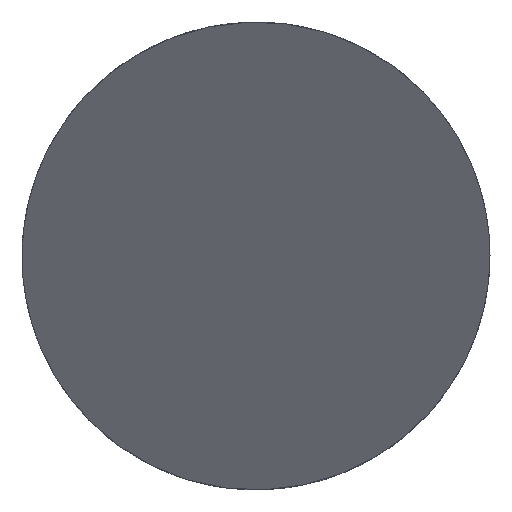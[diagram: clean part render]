
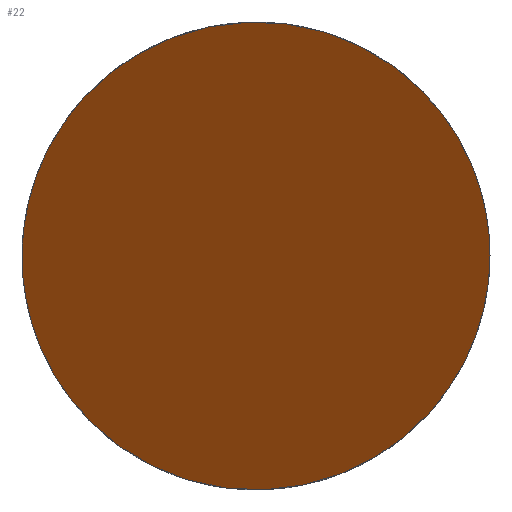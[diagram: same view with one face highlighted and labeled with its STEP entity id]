
A CAD part, top view. The second image highlights one B-rep face of the part: STEP entity #22.
In plain terms, the highlighted planar face has unit normal (-0.707, 0, 0.707).
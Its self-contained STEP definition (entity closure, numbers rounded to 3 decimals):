
#1 = VERTEX_POINT ( 'NONE', #118 ) ;
#5 = CARTESIAN_POINT ( 'NONE',  ( -25., 0., 7.367 ) ) ;
#7 = CARTESIAN_POINT ( 'NONE',  ( -38.238, -30.5, -5.871 ) ) ;
#12 = AXIS2_PLACEMENT_3D ( 'NONE', #7, #104, #18 ) ;
#14 = EDGE_CURVE ( 'NONE', #1, #101, #34, .T. ) ;
#18 = DIRECTION ( 'NONE',  ( -0.707, 0., -0.707 ) ) ;
#22 = ADVANCED_FACE ( 'NONE', ( #107 ), #135, .F. ) ;
#29 = EDGE_CURVE ( 'NONE', #101, #1, #92, .T. ) ;
#34 =( BOUNDED_CURVE ( )  B_SPLINE_CURVE ( 3, ( #144, #46, #76, #132 ),
 .UNSPECIFIED., .F., .F. ) 
 B_SPLINE_CURVE_WITH_KNOTS ( ( 4, 4 ),
 ( 0., 3.142 ),
 .UNSPECIFIED. ) 
 CURVE ( )  GEOMETRIC_REPRESENTATION_ITEM ( )  RATIONAL_B_SPLINE_CURVE ( ( 1., 0.333, 0.333, 1. ) ) 
 REPRESENTATION_ITEM ( '' )  );
#46 = CARTESIAN_POINT ( 'NONE',  ( -25., 50., 7.367 ) ) ;
#63 = ORIENTED_EDGE ( 'NONE', *, *, #29, .F. ) ;
#67 = CARTESIAN_POINT ( 'NONE',  ( 25., -50., 57.367 ) ) ;
#76 = CARTESIAN_POINT ( 'NONE',  ( 25., 50., 57.367 ) ) ;
#89 = CARTESIAN_POINT ( 'NONE',  ( -25., -50., 7.367 ) ) ;
#92 =( BOUNDED_CURVE ( )  B_SPLINE_CURVE ( 3, ( #154, #67, #89, #5 ),
 .UNSPECIFIED., .F., .F. ) 
 B_SPLINE_CURVE_WITH_KNOTS ( ( 4, 4 ),
 ( 3.142, 6.283 ),
 .UNSPECIFIED. ) 
 CURVE ( )  GEOMETRIC_REPRESENTATION_ITEM ( )  RATIONAL_B_SPLINE_CURVE ( ( 1., 0.333, 0.333, 1. ) ) 
 REPRESENTATION_ITEM ( '' )  );
#101 = VERTEX_POINT ( 'NONE', #109 ) ;
#104 = DIRECTION ( 'NONE',  ( 0.707, 0., -0.707 ) ) ;
#107 = FACE_OUTER_BOUND ( 'NONE', #168, .T. ) ;
#109 = CARTESIAN_POINT ( 'NONE',  ( 25., 0., 57.367 ) ) ;
#118 = CARTESIAN_POINT ( 'NONE',  ( -25., 0., 7.367 ) ) ;
#132 = CARTESIAN_POINT ( 'NONE',  ( 25., 0., 57.367 ) ) ;
#135 = PLANE ( 'NONE',  #12 ) ;
#144 = CARTESIAN_POINT ( 'NONE',  ( -25., 0., 7.367 ) ) ;
#154 = CARTESIAN_POINT ( 'NONE',  ( 25., 0., 57.367 ) ) ;
#165 = ORIENTED_EDGE ( 'NONE', *, *, #14, .F. ) ;
#168 = EDGE_LOOP ( 'NONE', ( #165, #63 ) ) ;
